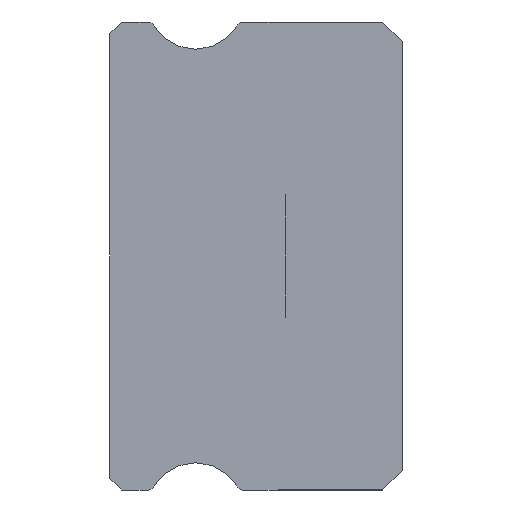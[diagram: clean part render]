
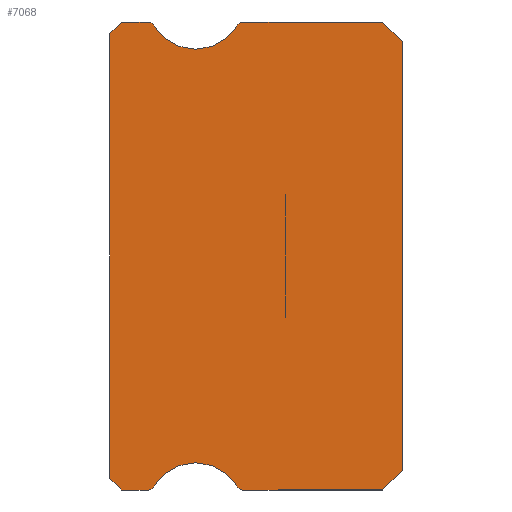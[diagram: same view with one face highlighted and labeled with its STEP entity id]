
A CAD part, left-side view. The second image highlights one B-rep face of the part: STEP entity #7068.
In plain terms, the highlighted planar face has unit normal (-1, 0, 0).
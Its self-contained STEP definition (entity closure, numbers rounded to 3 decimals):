
#28 = AXIS2_PLACEMENT_3D ( 'NONE', #1316, #5252, #45 ) ;
#30 = CARTESIAN_POINT ( 'NONE',  ( -7.5, 7.5, 5.85 ) ) ;
#39 = EDGE_CURVE ( 'NONE', #5395, #3093, #2131, .T. ) ;
#45 = DIRECTION ( 'NONE',  ( 0., 0., -1. ) ) ;
#94 = CARTESIAN_POINT ( 'NONE',  ( -7.5, 7.2, 6. ) ) ;
#130 = CARTESIAN_POINT ( 'NONE',  ( -7.5, 0., 5.5 ) ) ;
#193 = VERTEX_POINT ( 'NONE', #1249 ) ;
#284 = AXIS2_PLACEMENT_3D ( 'NONE', #968, #8219, #7427 ) ;
#396 = EDGE_LOOP ( 'NONE', ( #3081, #6820, #2234, #2880, #3801, #2922, #4879, #6010, #7017, #4651, #2093, #852, #816, #3350, #5964, #4377, #6977 ) ) ;
#403 = CARTESIAN_POINT ( 'NONE',  ( -7.5, 7.2, -6. ) ) ;
#409 = VERTEX_POINT ( 'NONE', #1518 ) ;
#653 = EDGE_CURVE ( 'NONE', #6600, #7775, #2070, .T. ) ;
#796 = VERTEX_POINT ( 'NONE', #3670 ) ;
#816 = ORIENTED_EDGE ( 'NONE', *, *, #4237, .F. ) ;
#852 = ORIENTED_EDGE ( 'NONE', *, *, #4240, .F. ) ;
#968 = CARTESIAN_POINT ( 'NONE',  ( -7.5, 6.512, 5.85 ) ) ;
#1007 = DIRECTION ( 'NONE',  ( 1., 0., 0. ) ) ;
#1015 = CARTESIAN_POINT ( 'NONE',  ( -7.5, 0., -5.5 ) ) ;
#1056 = DIRECTION ( 'NONE',  ( 0., -1., 0. ) ) ;
#1065 = CARTESIAN_POINT ( 'NONE',  ( -7.5, 7.5, 5.7 ) ) ;
#1108 = CARTESIAN_POINT ( 'NONE',  ( -7.5, 4.088, -5.85 ) ) ;
#1161 = VERTEX_POINT ( 'NONE', #7173 ) ;
#1180 = VERTEX_POINT ( 'NONE', #94 ) ;
#1214 = DIRECTION ( 'NONE',  ( 0., -1., 0. ) ) ;
#1249 = CARTESIAN_POINT ( 'NONE',  ( -7.5, 4.088, -6. ) ) ;
#1311 = EDGE_CURVE ( 'NONE', #6600, #2494, #4815, .T. ) ;
#1316 = CARTESIAN_POINT ( 'NONE',  ( -7.5, 6.512, 5.85 ) ) ;
#1518 = CARTESIAN_POINT ( 'NONE',  ( -7.5, 5.3, 5.3 ) ) ;
#1541 = VERTEX_POINT ( 'NONE', #3280 ) ;
#1578 = DIRECTION ( 'NONE',  ( 0., 0.707, -0.707 ) ) ;
#1652 = CARTESIAN_POINT ( 'NONE',  ( -7.5, 4.088, 5.85 ) ) ;
#1696 = VECTOR ( 'NONE', #1214, 1000. ) ;
#1778 = DIRECTION ( 'NONE',  ( 0., 0., -1. ) ) ;
#1799 = DIRECTION ( 'NONE',  ( -1., 0., 0. ) ) ;
#2007 = DIRECTION ( 'NONE',  ( 0., -0.707, -0.707 ) ) ;
#2045 = CARTESIAN_POINT ( 'NONE',  ( -7.5, 6.512, -6. ) ) ;
#2051 = LINE ( 'NONE', #4606, #3121 ) ;
#2070 = LINE ( 'NONE', #30, #5104 ) ;
#2093 = ORIENTED_EDGE ( 'NONE', *, *, #4739, .F. ) ;
#2131 = CIRCLE ( 'NONE', #4673, 1.25 ) ;
#2234 = ORIENTED_EDGE ( 'NONE', *, *, #1311, .T. ) ;
#2250 = DIRECTION ( 'NONE',  ( -1., 0., 0. ) ) ;
#2328 = EDGE_CURVE ( 'NONE', #1180, #7775, #2349, .T. ) ;
#2349 = LINE ( 'NONE', #1065, #3432 ) ;
#2494 = VERTEX_POINT ( 'NONE', #8292 ) ;
#2505 = DIRECTION ( 'NONE',  ( 1., 0., 0. ) ) ;
#2609 = DIRECTION ( 'NONE',  ( 0., 0., 1. ) ) ;
#2613 = CARTESIAN_POINT ( 'NONE',  ( -7.5, 6.383, -5.925 ) ) ;
#2710 = EDGE_CURVE ( 'NONE', #2494, #1541, #8286, .T. ) ;
#2840 = AXIS2_PLACEMENT_3D ( 'NONE', #1652, #1007, #2979 ) ;
#2880 = ORIENTED_EDGE ( 'NONE', *, *, #2710, .T. ) ;
#2882 = VECTOR ( 'NONE', #6477, 1000. ) ;
#2920 = VERTEX_POINT ( 'NONE', #1015 ) ;
#2922 = ORIENTED_EDGE ( 'NONE', *, *, #39, .F. ) ;
#2979 = DIRECTION ( 'NONE',  ( 0., 0., -1. ) ) ;
#2990 = AXIS2_PLACEMENT_3D ( 'NONE', #5582, #2505, #1778 ) ;
#3073 = CARTESIAN_POINT ( 'NONE',  ( -7.5, 5.3, 6.55 ) ) ;
#3081 = ORIENTED_EDGE ( 'NONE', *, *, #2328, .T. ) ;
#3093 = VERTEX_POINT ( 'NONE', #2613 ) ;
#3121 = VECTOR ( 'NONE', #6635, 1000. ) ;
#3240 = CARTESIAN_POINT ( 'NONE',  ( -7.5, 4.088, 6. ) ) ;
#3250 = LINE ( 'NONE', #6370, #4838 ) ;
#3280 = CARTESIAN_POINT ( 'NONE',  ( -7.5, 6.512, -6. ) ) ;
#3350 = ORIENTED_EDGE ( 'NONE', *, *, #4346, .F. ) ;
#3366 = CIRCLE ( 'NONE', #2840, 0.15 ) ;
#3432 = VECTOR ( 'NONE', #6135, 1000. ) ;
#3656 = DIRECTION ( 'NONE',  ( 1., 0., 0. ) ) ;
#3670 = CARTESIAN_POINT ( 'NONE',  ( -7.5, 6.512, 6. ) ) ;
#3686 = CIRCLE ( 'NONE', #5290, 1.25 ) ;
#3796 = VECTOR ( 'NONE', #4901, 1000. ) ;
#3801 = ORIENTED_EDGE ( 'NONE', *, *, #4596, .F. ) ;
#3889 = CARTESIAN_POINT ( 'NONE',  ( -7.5, 6.383, 5.925 ) ) ;
#3919 = CARTESIAN_POINT ( 'NONE',  ( -7.5, 7.5, -5.7 ) ) ;
#4237 = EDGE_CURVE ( 'NONE', #5740, #7815, #3366, .T. ) ;
#4240 = EDGE_CURVE ( 'NONE', #7815, #6840, #4886, .T. ) ;
#4346 = EDGE_CURVE ( 'NONE', #409, #5740, #5238, .T. ) ;
#4351 = CARTESIAN_POINT ( 'NONE',  ( -7.5, 4.217, 5.925 ) ) ;
#4365 = DIRECTION ( 'NONE',  ( 0., 0., -1. ) ) ;
#4374 = VECTOR ( 'NONE', #5416, 1000. ) ;
#4377 = ORIENTED_EDGE ( 'NONE', *, *, #6587, .F. ) ;
#4596 = EDGE_CURVE ( 'NONE', #3093, #1541, #5132, .T. ) ;
#4606 = CARTESIAN_POINT ( 'NONE',  ( -7.5, 0., 5.5 ) ) ;
#4651 = ORIENTED_EDGE ( 'NONE', *, *, #4937, .T. ) ;
#4673 = AXIS2_PLACEMENT_3D ( 'NONE', #4833, #5588, #8054 ) ;
#4697 = LINE ( 'NONE', #4773, #7878 ) ;
#4713 = CARTESIAN_POINT ( 'NONE',  ( -7.5, 7.2, 6. ) ) ;
#4739 = EDGE_CURVE ( 'NONE', #6840, #6915, #3250, .T. ) ;
#4773 = CARTESIAN_POINT ( 'NONE',  ( -7.5, 0., -5.5 ) ) ;
#4791 = LINE ( 'NONE', #4713, #4374 ) ;
#4815 = LINE ( 'NONE', #403, #3796 ) ;
#4833 = CARTESIAN_POINT ( 'NONE',  ( -7.5, 5.3, -6.55 ) ) ;
#4838 = VECTOR ( 'NONE', #2007, 1000. ) ;
#4848 = PLANE ( 'NONE',  #284 ) ;
#4876 = CIRCLE ( 'NONE', #28, 0.15 ) ;
#4879 = ORIENTED_EDGE ( 'NONE', *, *, #6187, .F. ) ;
#4886 = LINE ( 'NONE', #6838, #6866 ) ;
#4901 = DIRECTION ( 'NONE',  ( 0., -0.707, -0.707 ) ) ;
#4937 = EDGE_CURVE ( 'NONE', #2920, #6915, #2051, .T. ) ;
#5104 = VECTOR ( 'NONE', #2609, 1000. ) ;
#5132 = CIRCLE ( 'NONE', #2990, 0.15 ) ;
#5238 = CIRCLE ( 'NONE', #6997, 1.25 ) ;
#5252 = DIRECTION ( 'NONE',  ( 1., 0., 0. ) ) ;
#5290 = AXIS2_PLACEMENT_3D ( 'NONE', #8031, #2250, #6971 ) ;
#5395 = VERTEX_POINT ( 'NONE', #7644 ) ;
#5416 = DIRECTION ( 'NONE',  ( 0., 1., 0. ) ) ;
#5582 = CARTESIAN_POINT ( 'NONE',  ( -7.5, 6.512, -5.85 ) ) ;
#5588 = DIRECTION ( 'NONE',  ( -1., 0., 0. ) ) ;
#5740 = VERTEX_POINT ( 'NONE', #4351 ) ;
#5964 = ORIENTED_EDGE ( 'NONE', *, *, #6256, .F. ) ;
#6010 = ORIENTED_EDGE ( 'NONE', *, *, #6624, .F. ) ;
#6135 = DIRECTION ( 'NONE',  ( 0., 0.707, -0.707 ) ) ;
#6187 = EDGE_CURVE ( 'NONE', #193, #5395, #6978, .T. ) ;
#6256 = EDGE_CURVE ( 'NONE', #6297, #409, #3686, .T. ) ;
#6297 = VERTEX_POINT ( 'NONE', #3889 ) ;
#6310 = CARTESIAN_POINT ( 'NONE',  ( -7.5, 0.5, 6. ) ) ;
#6365 = CARTESIAN_POINT ( 'NONE',  ( -7.5, 6.512, -6. ) ) ;
#6370 = CARTESIAN_POINT ( 'NONE',  ( -7.5, 0.5, 6. ) ) ;
#6477 = DIRECTION ( 'NONE',  ( 0., 1., 0. ) ) ;
#6587 = EDGE_CURVE ( 'NONE', #796, #6297, #4876, .T. ) ;
#6600 = VERTEX_POINT ( 'NONE', #3919 ) ;
#6624 = EDGE_CURVE ( 'NONE', #1161, #193, #7134, .T. ) ;
#6635 = DIRECTION ( 'NONE',  ( 0., 0., 1. ) ) ;
#6756 = DIRECTION ( 'NONE',  ( 0., 0., -1. ) ) ;
#6820 = ORIENTED_EDGE ( 'NONE', *, *, #653, .F. ) ;
#6838 = CARTESIAN_POINT ( 'NONE',  ( -7.5, 6.512, 6. ) ) ;
#6840 = VERTEX_POINT ( 'NONE', #6310 ) ;
#6866 = VECTOR ( 'NONE', #1056, 1000. ) ;
#6915 = VERTEX_POINT ( 'NONE', #130 ) ;
#6937 = CARTESIAN_POINT ( 'NONE',  ( -7.5, 7.5, 5.7 ) ) ;
#6971 = DIRECTION ( 'NONE',  ( 0., 0., -1. ) ) ;
#6977 = ORIENTED_EDGE ( 'NONE', *, *, #8269, .T. ) ;
#6978 = CIRCLE ( 'NONE', #7658, 0.15 ) ;
#6997 = AXIS2_PLACEMENT_3D ( 'NONE', #3073, #1799, #4365 ) ;
#7017 = ORIENTED_EDGE ( 'NONE', *, *, #7946, .F. ) ;
#7068 = ADVANCED_FACE ( 'NONE', ( #7569 ), #4848, .F. ) ;
#7134 = LINE ( 'NONE', #6365, #2882 ) ;
#7173 = CARTESIAN_POINT ( 'NONE',  ( -7.5, 0.5, -6. ) ) ;
#7427 = DIRECTION ( 'NONE',  ( 0., 0., -1. ) ) ;
#7569 = FACE_OUTER_BOUND ( 'NONE', #396, .T. ) ;
#7644 = CARTESIAN_POINT ( 'NONE',  ( -7.5, 4.217, -5.925 ) ) ;
#7658 = AXIS2_PLACEMENT_3D ( 'NONE', #1108, #3656, #6756 ) ;
#7775 = VERTEX_POINT ( 'NONE', #6937 ) ;
#7815 = VERTEX_POINT ( 'NONE', #3240 ) ;
#7878 = VECTOR ( 'NONE', #1578, 1000. ) ;
#7946 = EDGE_CURVE ( 'NONE', #2920, #1161, #4697, .T. ) ;
#8031 = CARTESIAN_POINT ( 'NONE',  ( -7.5, 5.3, 6.55 ) ) ;
#8054 = DIRECTION ( 'NONE',  ( 0., 0., -1. ) ) ;
#8219 = DIRECTION ( 'NONE',  ( 1., 0., 0. ) ) ;
#8269 = EDGE_CURVE ( 'NONE', #796, #1180, #4791, .T. ) ;
#8286 = LINE ( 'NONE', #2045, #1696 ) ;
#8292 = CARTESIAN_POINT ( 'NONE',  ( -7.5, 7.2, -6. ) ) ;
